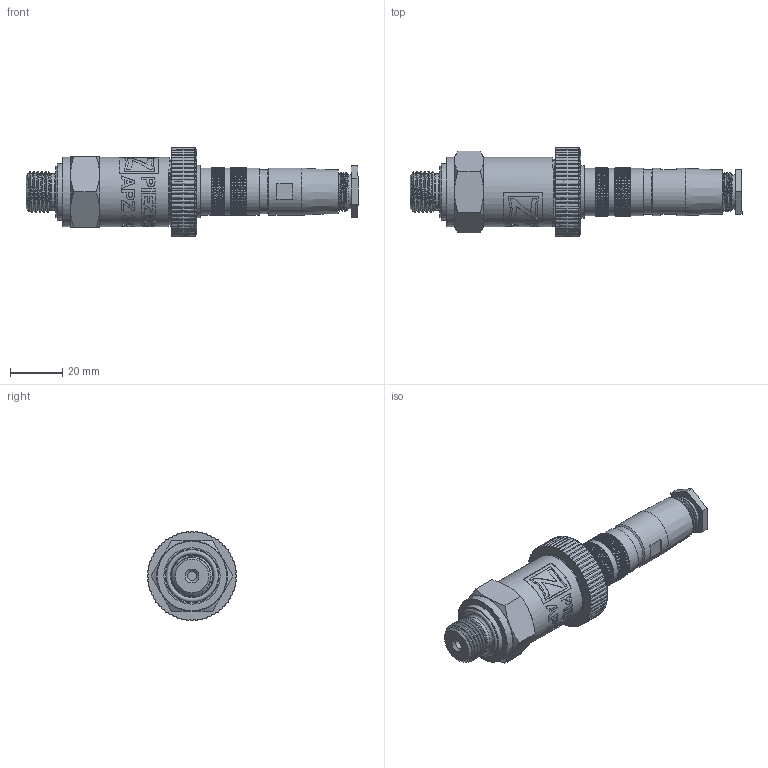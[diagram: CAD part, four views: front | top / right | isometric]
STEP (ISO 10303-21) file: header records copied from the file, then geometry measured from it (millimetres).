
FILE_DESCRIPTION(/* description */ (''),/* implementation_level */ '2;1');
FILE_NAME(/* name */ 'APZ3421_14_Binder723.step',/* time_stamp */ '2021-06-25T12:02:03+03:00',/* author */ (''),/* organization */ (''),/* preprocessor_version */ 'ST-DEVELOPER v18.1',/* originating_system */ 'Autodesk Translation Framework v10.9.0.1377',/* authorisation */ '');
FILE_SCHEMA (('AUTOMOTIVE_DESIGN { 1 0 10303 214 3 1 1 }'));
Products named in the file (7): АПЗ 3420 в.2; M16x1,5 DIN; OMAL nut M27x1.5 v8; Ш100.000.005 v4; Binder 723 assembly v4; Binder 723 female v10; Binder 723 male v8
Assembly tree (6 placements, depth 3):
  АПЗ 3420 в.2
    M16x1,5 DIN
    OMAL nut M27x1.5 v8
    Ш100.000.005 v4
    Binder 723 assembly v4
      Binder 723 female v10
      Binder 723 male v8
Bounding box: 126.58 x 34 x 34 mm (x, y, z)
Volume: 47994.2 mm3; surface area: 20950.2 mm2
Topology: 8 solids, 8 shells, 3507 faces, 8874 edges, 5805 vertices
Faces by surface type: plane 2152, cylinder 624, bspline 422, cone 301, torus 8
Full cylindrical faces by diameter (mm): 1 x15, 1.5 x5, 3.3 x1, 10 x1, 11.8 x1, 12 x1, 13 x1, 13.5 x1, 13.741 x3, 13.8 x1, 14.137 x5, 14.884 x2, 15.044 x5, 15.2 x1, 15.85 x5, 15.908 x4, 16.4 x1, 16.8 x1, 17.044 x7, 17.283 x6, 17.6 x1, 17.908 x7, 18 x4, 18.124 x7, 18.161 x2, 20 x2, 21.4 x2, 21.5 x1, 22.3 x1, 22.4 x1
Entity records: 130629 total; most frequent: CARTESIAN_POINT 46804, DIRECTION 17879, ORIENTED_EDGE 17748, EDGE_CURVE 8874, AXIS2_PLACEMENT_3D 7723, VERTEX_POINT 5805, EDGE_LOOP 3937, ELLIPSE 3870
